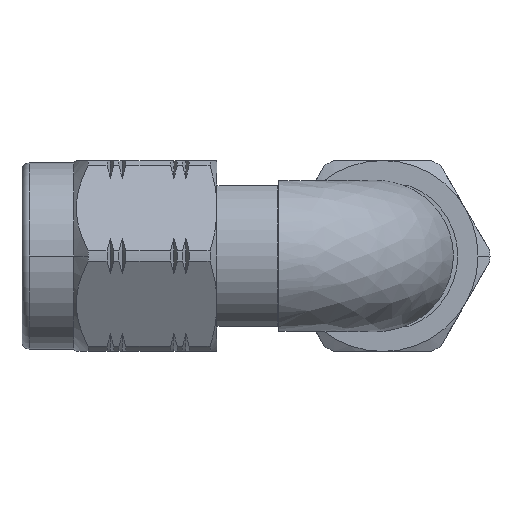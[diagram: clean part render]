
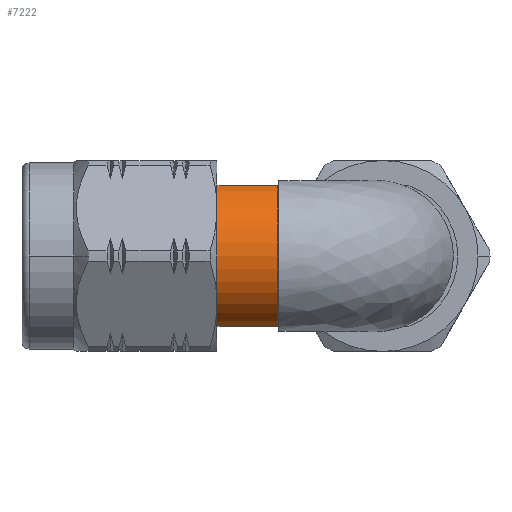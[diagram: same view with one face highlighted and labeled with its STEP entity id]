
A CAD part, front view. The second image highlights one B-rep face of the part: STEP entity #7222.
In plain terms, the highlighted cylindrical face has radius 3.15 mm (diameter 6.3 mm), a partial arc.
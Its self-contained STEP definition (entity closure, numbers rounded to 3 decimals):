
#285 = ORIENTED_EDGE ( 'NONE', *, *, #9578, .F. ) ;
#522 = ORIENTED_EDGE ( 'NONE', *, *, #3505, .T. ) ;
#855 = DIRECTION ( 'NONE',  ( 0., 1., 0. ) ) ;
#866 = ORIENTED_EDGE ( 'NONE', *, *, #1090, .T. ) ;
#906 = CARTESIAN_POINT ( 'NONE',  ( 10.94, -1.105, 2.95 ) ) ;
#1090 = EDGE_CURVE ( 'NONE', #5611, #7294, #1208, .T. ) ;
#1188 = EDGE_CURVE ( 'NONE', #7294, #8309, #5491, .T. ) ;
#1208 = CIRCLE ( 'NONE', #7527, 3.15 ) ;
#2260 = CARTESIAN_POINT ( 'NONE',  ( 10.94, 0., 0. ) ) ;
#2287 = AXIS2_PLACEMENT_3D ( 'NONE', #2541, #6280, #9218 ) ;
#2347 = LINE ( 'NONE', #5249, #5619 ) ;
#2541 = CARTESIAN_POINT ( 'NONE',  ( 8.695, 0., 0. ) ) ;
#2585 = DIRECTION ( 'NONE',  ( 1., 0., 0. ) ) ;
#3032 = CARTESIAN_POINT ( 'NONE',  ( 8.4, 0., 0. ) ) ;
#3051 = DIRECTION ( 'NONE',  ( 1., 0., 0. ) ) ;
#3434 = ORIENTED_EDGE ( 'NONE', *, *, #1188, .T. ) ;
#3505 = EDGE_CURVE ( 'NONE', #5488, #5611, #2347, .T. ) ;
#3698 = EDGE_LOOP ( 'NONE', ( #522, #866, #3434, #285 ) ) ;
#5147 = DIRECTION ( 'NONE',  ( -1., 0., 0. ) ) ;
#5249 = CARTESIAN_POINT ( 'NONE',  ( 10.94, -1.105, 2.95 ) ) ;
#5488 = VERTEX_POINT ( 'NONE', #906 ) ;
#5491 = LINE ( 'NONE', #6368, #6579 ) ;
#5611 = VERTEX_POINT ( 'NONE', #7068 ) ;
#5619 = VECTOR ( 'NONE', #5147, 1000. ) ;
#5729 = CARTESIAN_POINT ( 'NONE',  ( 10.94, -1.105, -2.95 ) ) ;
#6004 = DIRECTION ( 'NONE',  ( 0., -0.001, -1. ) ) ;
#6032 = DIRECTION ( 'NONE',  ( 1., 0., 0. ) ) ;
#6280 = DIRECTION ( 'NONE',  ( 1., 0., 0. ) ) ;
#6368 = CARTESIAN_POINT ( 'NONE',  ( 8.4, -1.105, -2.95 ) ) ;
#6579 = VECTOR ( 'NONE', #2585, 1000. ) ;
#7068 = CARTESIAN_POINT ( 'NONE',  ( 8.4, -1.105, 2.95 ) ) ;
#7100 = CIRCLE ( 'NONE', #9133, 3.15 ) ;
#7222 = ADVANCED_FACE ( 'NONE', ( #7702 ), #9123, .T. ) ;
#7294 = VERTEX_POINT ( 'NONE', #7337 ) ;
#7337 = CARTESIAN_POINT ( 'NONE',  ( 8.4, -1.105, -2.95 ) ) ;
#7527 = AXIS2_PLACEMENT_3D ( 'NONE', #3032, #6032, #855 ) ;
#7702 = FACE_OUTER_BOUND ( 'NONE', #3698, .T. ) ;
#8309 = VERTEX_POINT ( 'NONE', #5729 ) ;
#9123 = CYLINDRICAL_SURFACE ( 'NONE', #2287, 3.15 ) ;
#9133 = AXIS2_PLACEMENT_3D ( 'NONE', #2260, #3051, #6004 ) ;
#9218 = DIRECTION ( 'NONE',  ( 0., 1., 0. ) ) ;
#9578 = EDGE_CURVE ( 'NONE', #5488, #8309, #7100, .T. ) ;
